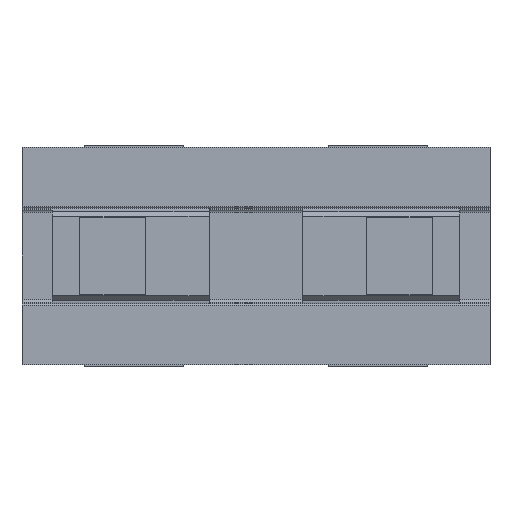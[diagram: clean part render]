
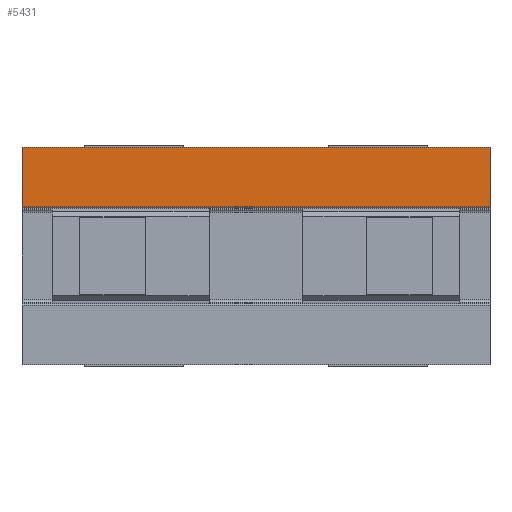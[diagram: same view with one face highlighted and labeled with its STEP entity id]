
A CAD part, left-side view. The second image highlights one B-rep face of the part: STEP entity #5431.
In plain terms, the highlighted planar face has unit normal (-1, 0, 0).
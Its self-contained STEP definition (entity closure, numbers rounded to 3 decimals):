
#27 = LINE ( 'NONE', #2117, #423 ) ;
#194 = LINE ( 'NONE', #3673, #7923 ) ;
#296 = ORIENTED_EDGE ( 'NONE', *, *, #3733, .F. ) ;
#423 = VECTOR ( 'NONE', #5744, 1000. ) ;
#1102 = EDGE_CURVE ( 'NONE', #3999, #4578, #194, .T. ) ;
#1276 = PLANE ( 'NONE',  #5962 ) ;
#1636 = CARTESIAN_POINT ( 'NONE',  ( -75., -35.5, 7.462 ) ) ;
#1882 = EDGE_CURVE ( 'NONE', #5078, #2665, #2770, .T. ) ;
#1899 = DIRECTION ( 'NONE',  ( 1., 0., 0. ) ) ;
#2117 = CARTESIAN_POINT ( 'NONE',  ( -75., 35.5, 7.462 ) ) ;
#2455 = DIRECTION ( 'NONE',  ( 0., 0., 1. ) ) ;
#2460 = DIRECTION ( 'NONE',  ( 0., 0., -1. ) ) ;
#2560 = EDGE_LOOP ( 'NONE', ( #2938, #6110, #296, #5018 ) ) ;
#2665 = VERTEX_POINT ( 'NONE', #4006 ) ;
#2770 = LINE ( 'NONE', #7895, #4184 ) ;
#2938 = ORIENTED_EDGE ( 'NONE', *, *, #5042, .T. ) ;
#3241 = VECTOR ( 'NONE', #4819, 1000. ) ;
#3355 = CARTESIAN_POINT ( 'NONE',  ( -75., 35.5, 7.462 ) ) ;
#3673 = CARTESIAN_POINT ( 'NONE',  ( -75., -35.5, 16.5 ) ) ;
#3733 = EDGE_CURVE ( 'NONE', #2665, #3999, #4836, .T. ) ;
#3999 = VERTEX_POINT ( 'NONE', #6856 ) ;
#4006 = CARTESIAN_POINT ( 'NONE',  ( -75., 35.5, 16.5 ) ) ;
#4184 = VECTOR ( 'NONE', #2455, 1000. ) ;
#4578 = VERTEX_POINT ( 'NONE', #1636 ) ;
#4819 = DIRECTION ( 'NONE',  ( 0., -1., 0. ) ) ;
#4836 = LINE ( 'NONE', #7205, #3241 ) ;
#5018 = ORIENTED_EDGE ( 'NONE', *, *, #1882, .F. ) ;
#5042 = EDGE_CURVE ( 'NONE', #5078, #4578, #27, .T. ) ;
#5078 = VERTEX_POINT ( 'NONE', #3355 ) ;
#5431 = ADVANCED_FACE ( 'NONE', ( #7281 ), #1276, .F. ) ;
#5536 = CARTESIAN_POINT ( 'NONE',  ( -75., 0., 0. ) ) ;
#5744 = DIRECTION ( 'NONE',  ( 0., -1., 0. ) ) ;
#5962 = AXIS2_PLACEMENT_3D ( 'NONE', #5536, #1899, #6128 ) ;
#6110 = ORIENTED_EDGE ( 'NONE', *, *, #1102, .F. ) ;
#6128 = DIRECTION ( 'NONE',  ( 0., 0., -1. ) ) ;
#6856 = CARTESIAN_POINT ( 'NONE',  ( -75., -35.5, 16.5 ) ) ;
#7205 = CARTESIAN_POINT ( 'NONE',  ( -75., 35.5, 16.5 ) ) ;
#7281 = FACE_OUTER_BOUND ( 'NONE', #2560, .T. ) ;
#7895 = CARTESIAN_POINT ( 'NONE',  ( -75., 35.5, -16.5 ) ) ;
#7923 = VECTOR ( 'NONE', #2460, 1000. ) ;
